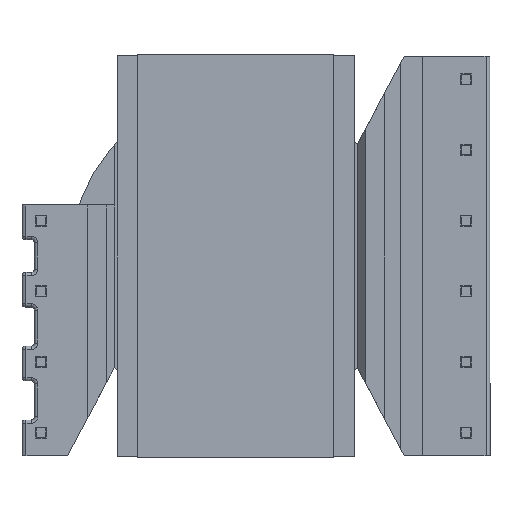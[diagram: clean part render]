
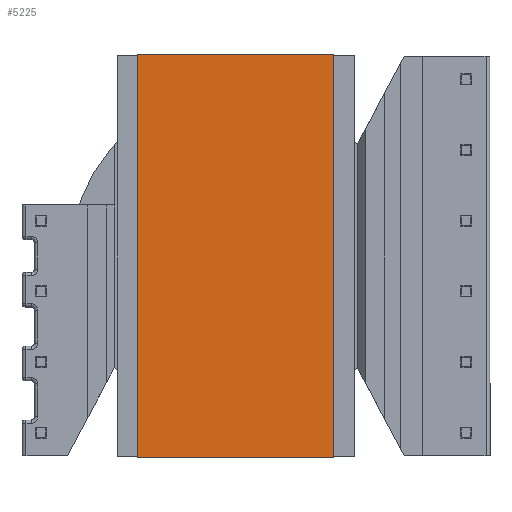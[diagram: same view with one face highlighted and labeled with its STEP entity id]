
A CAD part, front view. The second image highlights one B-rep face of the part: STEP entity #5225.
In plain terms, the highlighted face is planar.
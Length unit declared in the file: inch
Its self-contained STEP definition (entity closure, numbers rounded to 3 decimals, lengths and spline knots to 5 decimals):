
#100 = ORIENTED_EDGE ( 'NONE', *, *, #4734, .F. ) ;
#149 = CARTESIAN_POINT ( 'NONE',  ( 0.00394, 1.00787, 0. ) ) ;
#261 = CARTESIAN_POINT ( 'NONE',  ( 0.00394, -0.00394, -0.49213 ) ) ;
#1830 = CARTESIAN_POINT ( 'NONE',  ( 0.00394, -0.00394, 0. ) ) ;
#2332 = PLANE ( 'NONE',  #8925 ) ;
#2678 = VERTEX_POINT ( 'NONE', #11687 ) ;
#2987 = CARTESIAN_POINT ( 'NONE',  ( 0.00394, -0.00394, -0.49213 ) ) ;
#3305 = VECTOR ( 'NONE', #4824, 39.37008 ) ;
#3690 = DIRECTION ( 'NONE',  ( 0., 0., 1. ) ) ;
#3959 = VECTOR ( 'NONE', #3690, 39.37008 ) ;
#4002 = CARTESIAN_POINT ( 'NONE',  ( 0.00394, -0.00394, -0.49213 ) ) ;
#4376 = EDGE_LOOP ( 'NONE', ( #100, #12085, #8274, #10652 ) ) ;
#4624 = VECTOR ( 'NONE', #10694, 39.37008 ) ;
#4734 = EDGE_CURVE ( 'NONE', #2678, #7213, #9332, .T. ) ;
#4769 = FACE_OUTER_BOUND ( 'NONE', #4376, .T. ) ;
#4824 = DIRECTION ( 'NONE',  ( 0., 1., 0. ) ) ;
#4973 = DIRECTION ( 'NONE',  ( 0., 0., -1. ) ) ;
#5225 = ADVANCED_FACE ( 'NONE', ( #4769 ), #2332, .T. ) ;
#5585 = CARTESIAN_POINT ( 'NONE',  ( 0.00394, 1.00787, -0.49213 ) ) ;
#5654 = CARTESIAN_POINT ( 'NONE',  ( 0.00394, -0.00394, -0.49213 ) ) ;
#6306 = LINE ( 'NONE', #4002, #4624 ) ;
#6757 = LINE ( 'NONE', #2987, #10048 ) ;
#7055 = VERTEX_POINT ( 'NONE', #8257 ) ;
#7213 = VERTEX_POINT ( 'NONE', #149 ) ;
#8230 = VERTEX_POINT ( 'NONE', #5654 ) ;
#8257 = CARTESIAN_POINT ( 'NONE',  ( 0.00394, 1.00787, -0.49213 ) ) ;
#8274 = ORIENTED_EDGE ( 'NONE', *, *, #8919, .T. ) ;
#8505 = LINE ( 'NONE', #5585, #3959 ) ;
#8711 = EDGE_CURVE ( 'NONE', #8230, #2678, #6306, .T. ) ;
#8897 = DIRECTION ( 'NONE',  ( 1., 0., 0. ) ) ;
#8919 = EDGE_CURVE ( 'NONE', #8230, #7055, #6757, .T. ) ;
#8925 = AXIS2_PLACEMENT_3D ( 'NONE', #261, #8897, #4973 ) ;
#9332 = LINE ( 'NONE', #1830, #3305 ) ;
#10048 = VECTOR ( 'NONE', #10972, 39.37008 ) ;
#10637 = EDGE_CURVE ( 'NONE', #7055, #7213, #8505, .T. ) ;
#10652 = ORIENTED_EDGE ( 'NONE', *, *, #10637, .T. ) ;
#10694 = DIRECTION ( 'NONE',  ( 0., 0., 1. ) ) ;
#10972 = DIRECTION ( 'NONE',  ( 0., 1., 0. ) ) ;
#11687 = CARTESIAN_POINT ( 'NONE',  ( 0.00394, -0.00394, 0. ) ) ;
#12085 = ORIENTED_EDGE ( 'NONE', *, *, #8711, .F. ) ;
